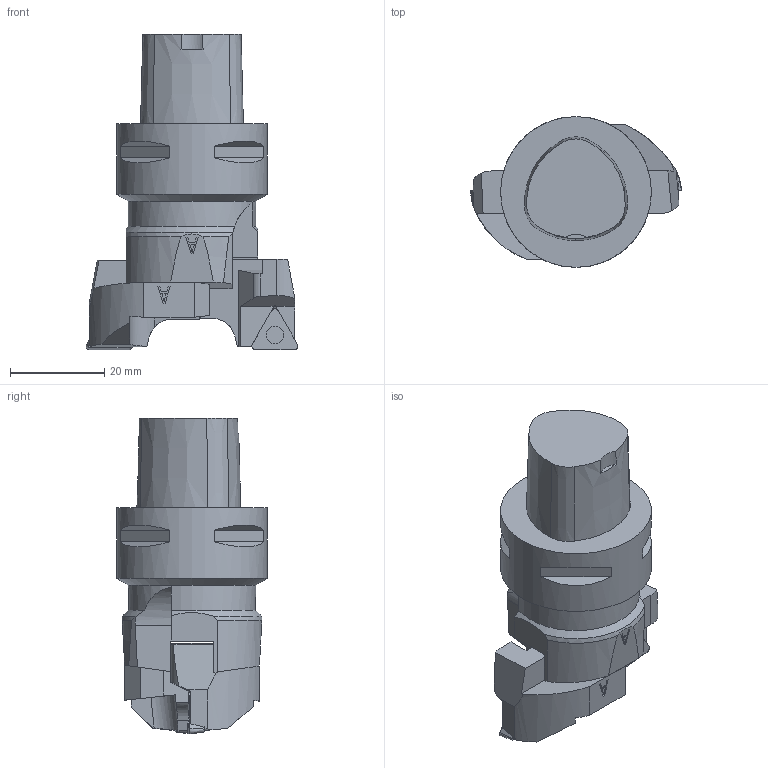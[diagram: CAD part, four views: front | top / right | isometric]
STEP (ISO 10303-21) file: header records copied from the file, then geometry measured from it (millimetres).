
FILE_DESCRIPTION(/* description */ (''),/* implementation_level */ '2;1');
FILE_NAME(/* name */ '1548234495591.stp',/* time_stamp */ '2019-01-23T10:08:33+01:00',/* author */ (''),/* organization */ ('SMS'),/* preprocessor_version */ 'ST-DEVELOPER v15',/* originating_system */ 'SIEMENS PLM Software NX 8.5',/* authorisation */ '');
FILE_SCHEMA (('AUTOMOTIVE_DESIGN { 1 0 10303 214 3 1 1 1 }'));
Length unit declared in the file: millimetre
Products named in the file (10): ASSEMBLY_CONSTRUCTION; 202022048mod000_00; 202024374mod000_00; 202021939mod000_00; 200952785mod000_01; 202022171mod000_00; 202022170mod000_00; 202027275mod000_00
Assembly tree (10 placements, depth 3):
  202027275mod000_00
    202022170mod000_00
      202021939mod000_00
      202024374mod000_00
      ASSEMBLY_CONSTRUCTION
    202022171mod000_00
      202022048mod000_00
      202024374mod000_00
      ASSEMBLY_CONSTRUCTION
    200952785mod000_01
    ASSEMBLY_CONSTRUCTION
Bounding box: 44.99 x 32 x 67 mm (x, y, z)
Volume: 35674.9 mm3; surface area: 10464.5 mm2
Topology: 5 solids, 5 shells, 213 faces, 557 edges, 389 vertices
Faces by surface type: plane 140, cylinder 28, cone 21, extrusion 16, torus 8
Full cylindrical faces by diameter (mm): 2.8 x4, 27 x1, 32 x1
Entity records: 7047 total; most frequent: CARTESIAN_POINT 1799, ORIENTED_EDGE 998, DIRECTION 933, EDGE_CURVE 499, VERTEX_POINT 338, AXIS2_PLACEMENT_3D 320, VECTOR 293, LINE 277
